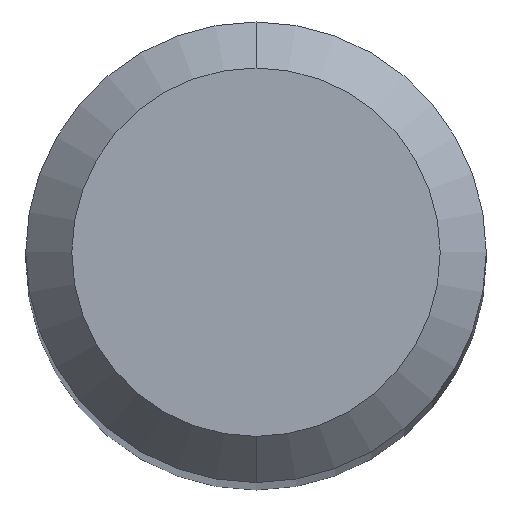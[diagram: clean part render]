
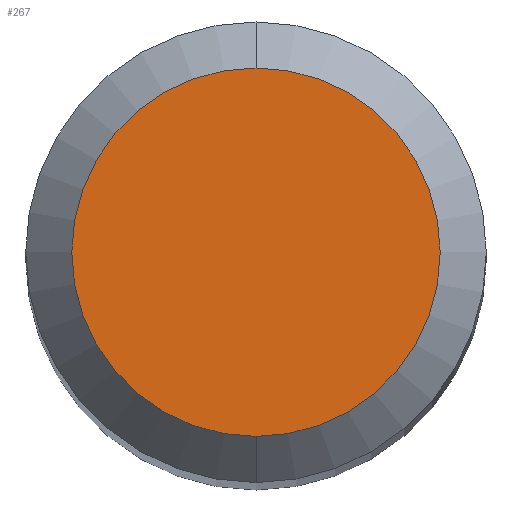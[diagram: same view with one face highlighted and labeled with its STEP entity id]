
A CAD part, top view. The second image highlights one B-rep face of the part: STEP entity #267.
In plain terms, the highlighted planar face has unit normal (0, 0, 1).
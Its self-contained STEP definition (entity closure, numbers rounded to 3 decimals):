
#245=VERTEX_POINT('',#558);
#267=ADVANCED_FACE('',(#582),#583,.T.);
#309=VERTEX_POINT('',#629);
#361=EDGE_CURVE('',#245,#309,#686,.T.);
#405=EDGE_CURVE('',#309,#245,#734,.T.);
#558=CARTESIAN_POINT('',(0.,-1.2,0.0));
#582=FACE_OUTER_BOUND('',#975,.T.);
#583=PLANE('',#976);
#629=CARTESIAN_POINT('',(0.0,1.2,0.0));
#686=CIRCLE('',#1186,1.2);
#734=CIRCLE('',#1284,1.2);
#975=EDGE_LOOP('',(#1542,#1543));
#976=AXIS2_PLACEMENT_3D('',#1544,#1545,#1546);
#1186=AXIS2_PLACEMENT_3D('',#1661,#1662,#1663);
#1284=AXIS2_PLACEMENT_3D('',#1722,#1723,#1724);
#1542=ORIENTED_EDGE('',*,*,#405,.F.);
#1543=ORIENTED_EDGE('',*,*,#361,.F.);
#1544=CARTESIAN_POINT('',(0.0,0.6,0.0));
#1545=DIRECTION('',(-0.0,0.0,1.0));
#1546=DIRECTION('',(0.0,-1.0,0.0));
#1661=CARTESIAN_POINT('',(0.0,0.0,0.0));
#1662=DIRECTION('',(0.0,0.0,-1.0));
#1663=DIRECTION('',(0.0,1.0,0.0));
#1722=CARTESIAN_POINT('',(0.0,0.0,0.0));
#1723=DIRECTION('',(0.0,0.0,-1.0));
#1724=DIRECTION('',(0.0,1.0,0.0));
